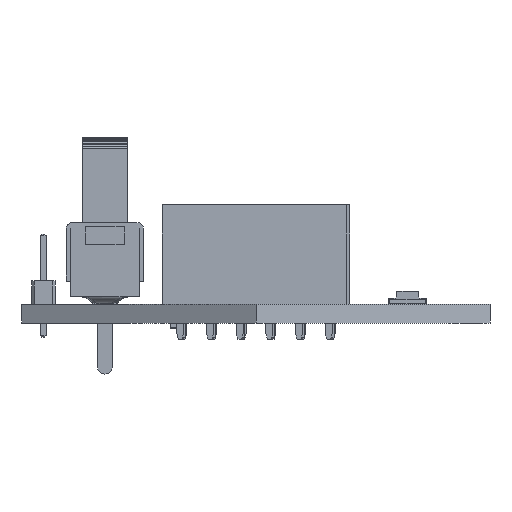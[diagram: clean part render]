
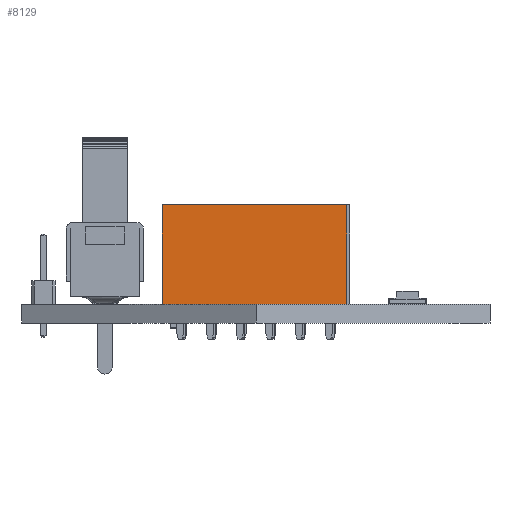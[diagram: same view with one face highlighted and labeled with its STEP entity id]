
A CAD part, front view. The second image highlights one B-rep face of the part: STEP entity #8129.
In plain terms, the highlighted face is planar.
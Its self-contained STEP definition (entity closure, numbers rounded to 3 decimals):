
#5448 = VERTEX_POINT('',#5449);
#5449 = CARTESIAN_POINT('',(-7.87,0.,-2.5));
#5455 = EDGE_CURVE('',#5448,#5456,#5458,.T.);
#5456 = VERTEX_POINT('',#5457);
#5457 = CARTESIAN_POINT('',(-7.87,8.5,-2.5));
#5458 = LINE('',#5459,#5460);
#5459 = CARTESIAN_POINT('',(-7.87,0.,-2.5));
#5460 = VECTOR('',#5461,1.);
#5461 = DIRECTION('',(0.,1.,0.));
#7626 = VERTEX_POINT('',#7627);
#7627 = CARTESIAN_POINT('',(7.87,8.5,-2.5));
#7633 = EDGE_CURVE('',#7634,#7626,#7636,.T.);
#7634 = VERTEX_POINT('',#7635);
#7635 = CARTESIAN_POINT('',(7.87,0.,-2.5));
#7636 = LINE('',#7637,#7638);
#7637 = CARTESIAN_POINT('',(7.87,0.,-2.5));
#7638 = VECTOR('',#7639,1.);
#7639 = DIRECTION('',(0.,1.,0.));
#7676 = EDGE_CURVE('',#5448,#7634,#7677,.T.);
#7677 = LINE('',#7678,#7679);
#7678 = CARTESIAN_POINT('',(-7.87,0.,-2.5));
#7679 = VECTOR('',#7680,1.);
#7680 = DIRECTION('',(1.,0.,0.));
#7709 = EDGE_CURVE('',#5456,#7626,#7710,.T.);
#7710 = LINE('',#7711,#7712);
#7711 = CARTESIAN_POINT('',(-7.87,8.5,-2.5));
#7712 = VECTOR('',#7713,1.);
#7713 = DIRECTION('',(1.,0.,0.));
#8129 = ADVANCED_FACE('',(#8130),#8136,.T.);
#8130 = FACE_BOUND('',#8131,.F.);
#8131 = EDGE_LOOP('',(#8132,#8133,#8134,#8135));
#8132 = ORIENTED_EDGE('',*,*,#5455,.F.);
#8133 = ORIENTED_EDGE('',*,*,#7676,.T.);
#8134 = ORIENTED_EDGE('',*,*,#7633,.T.);
#8135 = ORIENTED_EDGE('',*,*,#7709,.F.);
#8136 = PLANE('',#8137);
#8137 = AXIS2_PLACEMENT_3D('',#8138,#8139,#8140);
#8138 = CARTESIAN_POINT('',(-7.87,0.,-2.5));
#8139 = DIRECTION('',(0.,0.,-1.));
#8140 = DIRECTION('',(0.,1.,0.));
